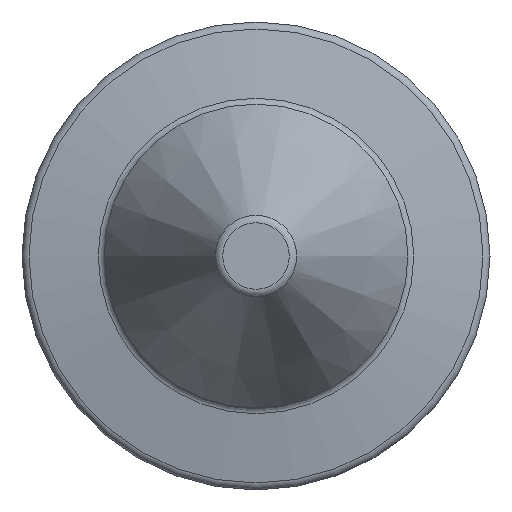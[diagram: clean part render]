
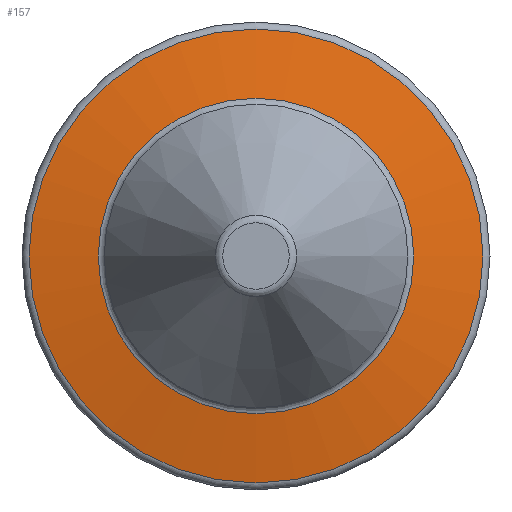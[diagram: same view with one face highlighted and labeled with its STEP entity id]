
A CAD part, left-side view. The second image highlights one B-rep face of the part: STEP entity #157.
In plain terms, the highlighted conical face has half-angle 80 degrees and reference radius 11.436 mm.
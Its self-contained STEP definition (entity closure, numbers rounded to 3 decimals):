
#20=CONICAL_SURFACE('',#182,11.436,80.);
#25=FACE_BOUND('',#55,.T.);
#38=FACE_OUTER_BOUND('',#54,.T.);
#54=EDGE_LOOP('',(#124));
#55=EDGE_LOOP('',(#125));
#81=CIRCLE('',#181,13.387);
#82=CIRCLE('',#183,9.302);
#95=VERTEX_POINT('',#272);
#96=VERTEX_POINT('',#275);
#109=EDGE_CURVE('',#95,#95,#81,.T.);
#110=EDGE_CURVE('',#96,#96,#82,.T.);
#124=ORIENTED_EDGE('',*,*,#110,.F.);
#125=ORIENTED_EDGE('',*,*,#109,.F.);
#157=ADVANCED_FACE('',(#38,#25),#20,.T.);
#181=AXIS2_PLACEMENT_3D('',#273,#214,#215);
#182=AXIS2_PLACEMENT_3D('',#274,#216,#217);
#183=AXIS2_PLACEMENT_3D('',#276,#218,#219);
#214=DIRECTION('center_axis',(1.,0.,0.));
#215=DIRECTION('ref_axis',(0.,-1.,0.));
#216=DIRECTION('center_axis',(1.,0.,0.));
#217=DIRECTION('ref_axis',(0.,1.,0.));
#218=DIRECTION('center_axis',(-1.,0.,0.));
#219=DIRECTION('ref_axis',(0.,-1.,0.));
#272=CARTESIAN_POINT('',(-58.164,13.387,0.));
#273=CARTESIAN_POINT('Origin',(-58.164,0.,
0.));
#274=CARTESIAN_POINT('Origin',(-58.508,0.,0.));
#275=CARTESIAN_POINT('',(-58.884,9.302,0.));
#276=CARTESIAN_POINT('Origin',(-58.884,0.,
0.));
